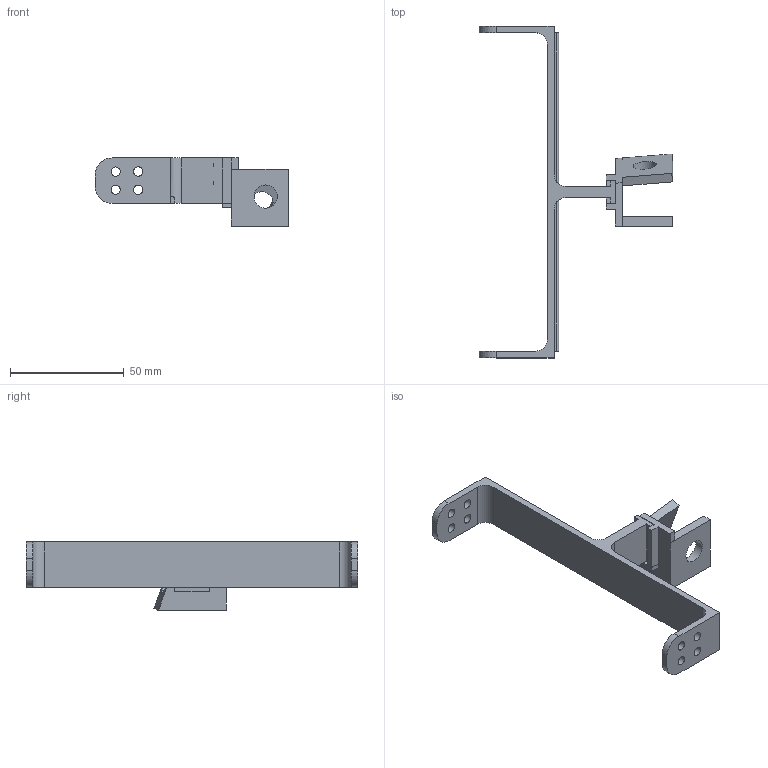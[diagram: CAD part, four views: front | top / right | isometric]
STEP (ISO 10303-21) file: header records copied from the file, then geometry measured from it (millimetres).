
FILE_DESCRIPTION(/* description */ (''),/* implementation_level */ '2;1');
FILE_NAME(/* name */ 'Flood Light Bracket Right v3.step',/* time_stamp */ '2021-10-10T08:01:12+10:00',/* author */ (''),/* organization */ (''),/* preprocessor_version */ 'ST-DEVELOPER v18.1',/* originating_system */ 'Autodesk Translation Framework v10.10.0.1391',/* authorisation */ '');
FILE_SCHEMA (('AUTOMOTIVE_DESIGN { 1 0 10303 214 3 1 1 }'));
Length unit declared in the file: millimetre
Products named in the file (3): Flood Light Bracket Right; Component2; Primary Mount
Assembly tree (2 placements, depth 2):
  Flood Light Bracket Right
    Component2
    Primary Mount
Bounding box: 85.25 x 146 x 30 mm (x, y, z)
Volume: 22023.3 mm3; surface area: 16529 mm2
Topology: 2 solids, 2 shells, 82 faces, 226 edges, 149 vertices
Faces by surface type: plane 58, cylinder 24
Full cylindrical faces by diameter (mm): 4 x4, 4.1 x8, 10.2 x2
Entity records: 2749 total; most frequent: CARTESIAN_POINT 480, ORIENTED_EDGE 452, DIRECTION 446, EDGE_CURVE 226, LINE 176, VECTOR 176, VERTEX_POINT 149, AXIS2_PLACEMENT_3D 135
